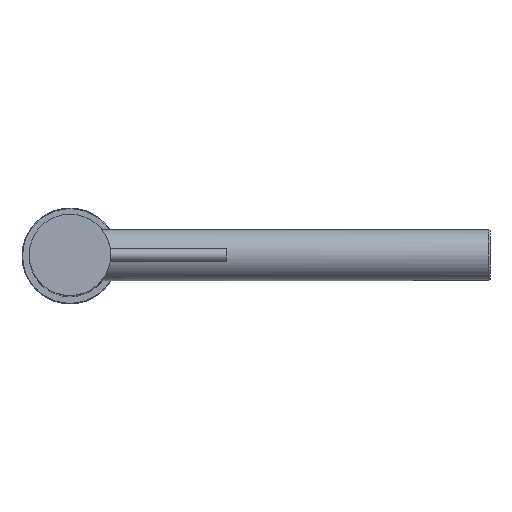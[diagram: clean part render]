
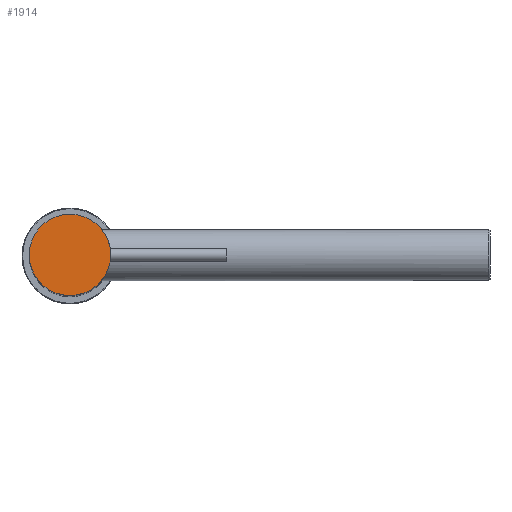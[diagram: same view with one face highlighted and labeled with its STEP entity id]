
A CAD part, top view. The second image highlights one B-rep face of the part: STEP entity #1914.
In plain terms, the highlighted face is planar.
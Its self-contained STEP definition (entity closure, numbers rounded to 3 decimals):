
#456=FACE_OUTER_BOUND('',#582,.T.);
#582=EDGE_LOOP('',(#1409));
#714=CIRCLE('',#2126,19.);
#852=VERTEX_POINT('',#3423);
#1056=EDGE_CURVE('',#852,#852,#714,.T.);
#1409=ORIENTED_EDGE('',*,*,#1056,.F.);
#1836=PLANE('',#2129);
#1914=ADVANCED_FACE('',(#456),#1836,.F.);
#2126=AXIS2_PLACEMENT_3D('',#3425,#2453,#2454);
#2129=AXIS2_PLACEMENT_3D('',#3449,#2460,#2461);
#2453=DIRECTION('center_axis',(0.,-1.,0.));
#2454=DIRECTION('ref_axis',(1.,0.,0.));
#2460=DIRECTION('center_axis',(0.,-1.,0.));
#2461=DIRECTION('ref_axis',(-1.,0.,0.));
#3423=CARTESIAN_POINT('',(19.,10.,0.));
#3425=CARTESIAN_POINT('Origin',(0.,10.,0.));
#3449=CARTESIAN_POINT('Origin',(0.,10.,0.));
